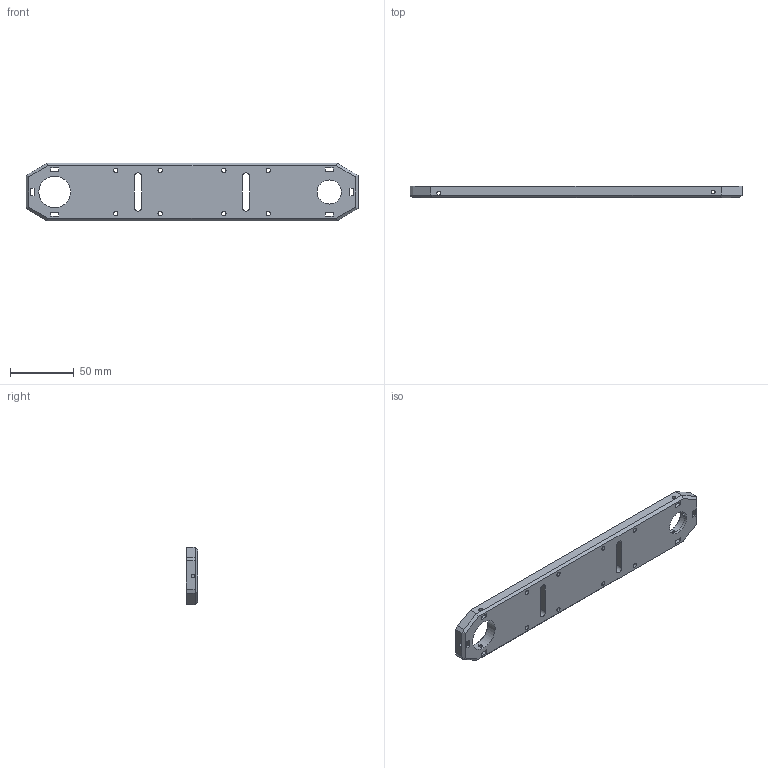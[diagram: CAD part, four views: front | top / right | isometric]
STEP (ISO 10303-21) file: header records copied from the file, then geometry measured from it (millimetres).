
FILE_DESCRIPTION (( 'STEP AP203' ), '1' );
FILE_NAME ('arm 1 L_Default_sldprt.STEP', '2023-01-28T16:54:13', ( 'Windows User' ), ( '' ), 'SwSTEP 2.0', 'SolidWorks 2022', '' );
FILE_SCHEMA (( 'CONFIG_CONTROL_DESIGN' ));
Length unit declared in the file: millimetre
Products named in the file (1): arm 1 L_Default_sldprt
Bounding box: 261.13 x 9 x 45 mm (x, y, z)
Volume: 88849.4 mm3; surface area: 29302.7 mm2
Topology: 1 solids, 1 shells, 105 faces, 314 edges, 205 vertices
Faces by surface type: cylinder 52, plane 49, cone 4
Entity records: 4022 total; most frequent: CARTESIAN_POINT 947, ORIENTED_EDGE 628, DIRECTION 605, EDGE_CURVE 314, VERTEX_POINT 205, AXIS2_PLACEMENT_3D 205, VECTOR 195, LINE 195
